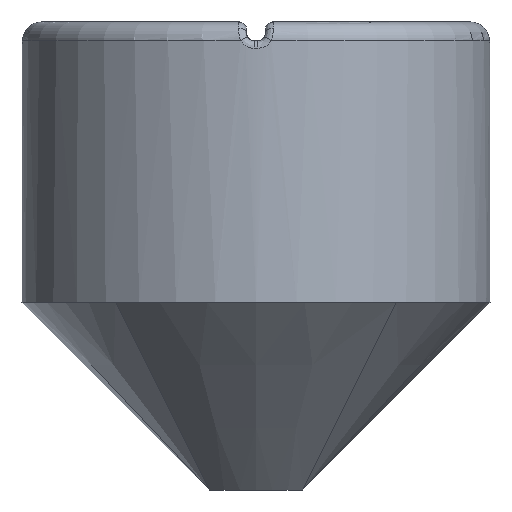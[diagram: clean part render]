
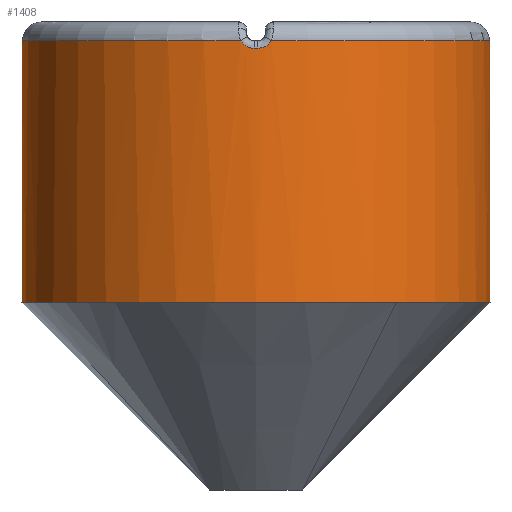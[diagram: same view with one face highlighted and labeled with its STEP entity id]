
A CAD part, left-side view. The second image highlights one B-rep face of the part: STEP entity #1408.
In plain terms, the highlighted cylindrical face has radius 1.25 mm (diameter 2.5 mm), a full revolution.
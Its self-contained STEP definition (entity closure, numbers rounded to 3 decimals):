
#37=CYLINDRICAL_SURFACE('',#1550,1.25);
#63=B_SPLINE_CURVE_WITH_KNOTS('',3,(#2396,#2397,#2398,#2399,#2400),
 .UNSPECIFIED.,.F.,.F.,(4,1,4),(0.,0.004,
0.008),.UNSPECIFIED.);
#65=B_SPLINE_CURVE_WITH_KNOTS('',3,(#2431,#2432,#2433,#2434,#2435),
 .UNSPECIFIED.,.F.,.F.,(4,1,4),(0.,0.004,0.008),
 .UNSPECIFIED.);
#93=B_SPLINE_CURVE_WITH_KNOTS('',3,(#2968,#2969,#2970,#2971,#2972),
 .UNSPECIFIED.,.F.,.F.,(4,1,4),(0.,0.004,0.008),
 .UNSPECIFIED.);
#95=B_SPLINE_CURVE_WITH_KNOTS('',3,(#3003,#3004,#3005,#3006,#3007),
 .UNSPECIFIED.,.F.,.F.,(4,1,4),(0.,0.004,0.008),
 .UNSPECIFIED.);
#112=B_SPLINE_CURVE_WITH_KNOTS('',3,(#3424,#3425,#3426,#3427,#3428),
 .UNSPECIFIED.,.F.,.F.,(4,1,4),(-0.008,-0.005,
0.),.UNSPECIFIED.);
#114=B_SPLINE_CURVE_WITH_KNOTS('',3,(#3459,#3460,#3461,#3462,#3463),
 .UNSPECIFIED.,.F.,.F.,(4,1,4),(-0.008,-0.005,
0.),.UNSPECIFIED.);
#116=B_SPLINE_CURVE_WITH_KNOTS('',3,(#3475,#3476,#3477,#3478,#3479),
 .UNSPECIFIED.,.F.,.F.,(4,1,4),(-0.008,-0.004,
0.),.UNSPECIFIED.);
#117=B_SPLINE_CURVE_WITH_KNOTS('',3,(#3482,#3483,#3484,#3485,#3486),
 .UNSPECIFIED.,.F.,.F.,(4,1,4),(-0.008,-0.005,
0.),.UNSPECIFIED.);
#180=CIRCLE('',#1470,1.25);
#181=CIRCLE('',#1472,1.25);
#182=CIRCLE('',#1473,1.25);
#191=CIRCLE('',#1484,1.25);
#206=CIRCLE('',#1507,1.25);
#214=CIRCLE('',#1517,1.25);
#222=CIRCLE('',#1532,1.25);
#230=CIRCLE('',#1542,1.25);
#231=CIRCLE('',#1543,1.25);
#237=CIRCLE('',#1551,1.25);
#238=CIRCLE('',#1552,1.25);
#239=CIRCLE('',#1553,1.25);
#325=FACE_OUTER_BOUND('',#418,.T.);
#418=EDGE_LOOP('',(#1177,#1178,#1179,#1180,#1181,#1182,#1183,#1184,#1185,
#1186,#1187,#1188,#1189,#1190,#1191,#1192,#1193,#1194,#1195,#1196,#1197,
#1198));
#487=LINE('',#3471,#534);
#534=VECTOR('',#1830,1.25);
#546=VERTEX_POINT('',#1921);
#553=VERTEX_POINT('',#1939);
#556=VERTEX_POINT('',#1961);
#559=VERTEX_POINT('',#1992);
#569=VERTEX_POINT('',#2155);
#572=VERTEX_POINT('',#2160);
#576=VERTEX_POINT('',#2197);
#606=VERTEX_POINT('',#2554);
#610=VERTEX_POINT('',#2594);
#618=VERTEX_POINT('',#2745);
#619=VERTEX_POINT('',#2747);
#621=VERTEX_POINT('',#2776);
#631=VERTEX_POINT('',#3045);
#640=VERTEX_POINT('',#3214);
#641=VERTEX_POINT('',#3216);
#642=VERTEX_POINT('',#3218);
#645=VERTEX_POINT('',#3249);
#653=VERTEX_POINT('',#3472);
#654=VERTEX_POINT('',#3474);
#655=VERTEX_POINT('',#3480);
#692=EDGE_CURVE('',#553,#546,#180,.T.);
#693=EDGE_CURVE('',#556,#553,#181,.T.);
#694=EDGE_CURVE('',#546,#556,#182,.T.);
#714=EDGE_CURVE('',#572,#569,#191,.T.);
#732=EDGE_CURVE('',#569,#576,#63,.T.);
#734=EDGE_CURVE('',#559,#572,#65,.T.);
#763=EDGE_CURVE('',#606,#576,#206,.T.);
#783=EDGE_CURVE('',#619,#618,#214,.T.);
#800=EDGE_CURVE('',#618,#621,#93,.T.);
#802=EDGE_CURVE('',#610,#619,#95,.T.);
#807=EDGE_CURVE('',#559,#621,#222,.T.);
#825=EDGE_CURVE('',#641,#642,#230,.T.);
#826=EDGE_CURVE('',#642,#640,#231,.T.);
#842=EDGE_CURVE('',#645,#641,#112,.T.);
#844=EDGE_CURVE('',#640,#631,#114,.T.);
#846=EDGE_CURVE('',#610,#631,#237,.T.);
#847=EDGE_CURVE('',#642,#556,#487,.T.);
#848=EDGE_CURVE('',#645,#653,#238,.T.);
#849=EDGE_CURVE('',#654,#653,#116,.T.);
#850=EDGE_CURVE('',#655,#654,#239,.T.);
#851=EDGE_CURVE('',#606,#655,#117,.T.);
#1177=ORIENTED_EDGE('',*,*,#734,.F.);
#1178=ORIENTED_EDGE('',*,*,#807,.T.);
#1179=ORIENTED_EDGE('',*,*,#800,.F.);
#1180=ORIENTED_EDGE('',*,*,#783,.F.);
#1181=ORIENTED_EDGE('',*,*,#802,.F.);
#1182=ORIENTED_EDGE('',*,*,#846,.T.);
#1183=ORIENTED_EDGE('',*,*,#844,.F.);
#1184=ORIENTED_EDGE('',*,*,#826,.F.);
#1185=ORIENTED_EDGE('',*,*,#847,.T.);
#1186=ORIENTED_EDGE('',*,*,#693,.T.);
#1187=ORIENTED_EDGE('',*,*,#692,.T.);
#1188=ORIENTED_EDGE('',*,*,#694,.T.);
#1189=ORIENTED_EDGE('',*,*,#847,.F.);
#1190=ORIENTED_EDGE('',*,*,#825,.F.);
#1191=ORIENTED_EDGE('',*,*,#842,.F.);
#1192=ORIENTED_EDGE('',*,*,#848,.T.);
#1193=ORIENTED_EDGE('',*,*,#849,.F.);
#1194=ORIENTED_EDGE('',*,*,#850,.F.);
#1195=ORIENTED_EDGE('',*,*,#851,.F.);
#1196=ORIENTED_EDGE('',*,*,#763,.T.);
#1197=ORIENTED_EDGE('',*,*,#732,.F.);
#1198=ORIENTED_EDGE('',*,*,#714,.F.);
#1408=ADVANCED_FACE('',(#325),#37,.T.);
#1470=AXIS2_PLACEMENT_3D('',#1959,#1641,#1642);
#1472=AXIS2_PLACEMENT_3D('',#1962,#1645,#1646);
#1473=AXIS2_PLACEMENT_3D('',#1963,#1647,#1648);
#1484=AXIS2_PLACEMENT_3D('',#2162,#1671,#1672);
#1507=AXIS2_PLACEMENT_3D('',#2555,#1730,#1731);
#1517=AXIS2_PLACEMENT_3D('',#2749,#1752,#1753);
#1532=AXIS2_PLACEMENT_3D('',#3018,#1786,#1787);
#1542=AXIS2_PLACEMENT_3D('',#3219,#1808,#1809);
#1543=AXIS2_PLACEMENT_3D('',#3220,#1810,#1811);
#1550=AXIS2_PLACEMENT_3D('',#3469,#1826,#1827);
#1551=AXIS2_PLACEMENT_3D('',#3470,#1828,#1829);
#1552=AXIS2_PLACEMENT_3D('',#3473,#1831,#1832);
#1553=AXIS2_PLACEMENT_3D('',#3481,#1833,#1834);
#1641=DIRECTION('center_axis',(0.,0.,1.));
#1642=DIRECTION('ref_axis',(1.,0.,0.));
#1645=DIRECTION('center_axis',(0.,0.,1.));
#1646=DIRECTION('ref_axis',(1.,0.,0.));
#1647=DIRECTION('center_axis',(0.,0.,1.));
#1648=DIRECTION('ref_axis',(1.,0.,0.));
#1671=DIRECTION('center_axis',(0.,0.,1.));
#1672=DIRECTION('ref_axis',(1.,0.,0.));
#1730=DIRECTION('center_axis',(0.,0.,-1.));
#1731=DIRECTION('ref_axis',(1.,0.,0.));
#1752=DIRECTION('center_axis',(0.,0.,1.));
#1753=DIRECTION('ref_axis',(0.,-1.,0.));
#1786=DIRECTION('center_axis',(0.,0.,-1.));
#1787=DIRECTION('ref_axis',(1.,0.,0.));
#1808=DIRECTION('center_axis',(0.,0.,1.));
#1809=DIRECTION('ref_axis',(-1.,0.,0.));
#1810=DIRECTION('center_axis',(0.,0.,1.));
#1811=DIRECTION('ref_axis',(-1.,0.,0.));
#1826=DIRECTION('center_axis',(0.,0.,1.));
#1827=DIRECTION('ref_axis',(1.,0.,0.));
#1828=DIRECTION('center_axis',(0.,0.,-1.));
#1829=DIRECTION('ref_axis',(1.,0.,0.));
#1830=DIRECTION('',(0.,0.,-1.));
#1831=DIRECTION('center_axis',(0.,0.,-1.));
#1832=DIRECTION('ref_axis',(1.,0.,0.));
#1833=DIRECTION('center_axis',(0.,0.,1.));
#1834=DIRECTION('ref_axis',(0.,1.,0.));
#1921=CARTESIAN_POINT('',(0.,1.25,0.));
#1939=CARTESIAN_POINT('',(0.,-1.25,0.));
#1959=CARTESIAN_POINT('Origin',(0.,0.,0.));
#1961=CARTESIAN_POINT('',(-1.25,0.,0.));
#1962=CARTESIAN_POINT('Origin',(0.,0.,0.));
#1963=CARTESIAN_POINT('Origin',(0.,0.,0.));
#1992=CARTESIAN_POINT('',(1.247,-0.082,1.4));
#2155=CARTESIAN_POINT('',(1.25,0.01,1.36));
#2160=CARTESIAN_POINT('',(1.25,-0.01,1.36));
#2162=CARTESIAN_POINT('Origin',(0.,0.,1.36));
#2197=CARTESIAN_POINT('',(1.247,0.082,1.4));
#2396=CARTESIAN_POINT('Ctrl Pts',(1.25,0.01,1.36));
#2397=CARTESIAN_POINT('Ctrl Pts',(1.25,0.023,1.36));
#2398=CARTESIAN_POINT('Ctrl Pts',(1.249,0.052,1.366));
#2399=CARTESIAN_POINT('Ctrl Pts',(1.248,0.074,1.386));
#2400=CARTESIAN_POINT('Ctrl Pts',(1.247,0.082,1.4));
#2431=CARTESIAN_POINT('Ctrl Pts',(1.247,-0.082,
1.4));
#2432=CARTESIAN_POINT('Ctrl Pts',(1.248,-0.076,
1.39));
#2433=CARTESIAN_POINT('Ctrl Pts',(1.249,-0.056,
1.369));
#2434=CARTESIAN_POINT('Ctrl Pts',(1.25,-0.027,
1.36));
#2435=CARTESIAN_POINT('Ctrl Pts',(1.25,-0.01,1.36));
#2554=CARTESIAN_POINT('',(0.082,1.247,1.4));
#2555=CARTESIAN_POINT('Origin',(0.,0.,1.4));
#2594=CARTESIAN_POINT('',(-0.082,-1.247,1.4));
#2745=CARTESIAN_POINT('',(0.01,-1.25,1.36));
#2747=CARTESIAN_POINT('',(-0.01,-1.25,1.36));
#2749=CARTESIAN_POINT('Origin',(0.,0.,1.36));
#2776=CARTESIAN_POINT('',(0.082,-1.247,1.4));
#2968=CARTESIAN_POINT('Ctrl Pts',(0.01,-1.25,1.36));
#2969=CARTESIAN_POINT('Ctrl Pts',(0.023,-1.25,
1.36));
#2970=CARTESIAN_POINT('Ctrl Pts',(0.052,-1.249,
1.366));
#2971=CARTESIAN_POINT('Ctrl Pts',(0.074,-1.248,
1.386));
#2972=CARTESIAN_POINT('Ctrl Pts',(0.082,-1.247,
1.4));
#3003=CARTESIAN_POINT('Ctrl Pts',(-0.082,-1.247,
1.4));
#3004=CARTESIAN_POINT('Ctrl Pts',(-0.076,-1.248,
1.39));
#3005=CARTESIAN_POINT('Ctrl Pts',(-0.056,-1.249,
1.369));
#3006=CARTESIAN_POINT('Ctrl Pts',(-0.027,-1.25,
1.36));
#3007=CARTESIAN_POINT('Ctrl Pts',(-0.01,-1.25,
1.36));
#3018=CARTESIAN_POINT('Origin',(0.,0.,1.4));
#3045=CARTESIAN_POINT('',(-1.247,-0.082,1.4));
#3214=CARTESIAN_POINT('',(-1.25,-0.01,1.36));
#3216=CARTESIAN_POINT('',(-1.25,0.01,1.36));
#3218=CARTESIAN_POINT('',(-1.25,0.,1.36));
#3219=CARTESIAN_POINT('Origin',(0.,0.,1.36));
#3220=CARTESIAN_POINT('Origin',(0.,0.,1.36));
#3249=CARTESIAN_POINT('',(-1.247,0.082,1.4));
#3424=CARTESIAN_POINT('Ctrl Pts',(-1.247,0.082,1.4));
#3425=CARTESIAN_POINT('Ctrl Pts',(-1.248,0.076,
1.39));
#3426=CARTESIAN_POINT('Ctrl Pts',(-1.249,0.056,1.369));
#3427=CARTESIAN_POINT('Ctrl Pts',(-1.25,0.027,
1.36));
#3428=CARTESIAN_POINT('Ctrl Pts',(-1.25,0.01,1.36));
#3459=CARTESIAN_POINT('Ctrl Pts',(-1.25,-0.01,
1.36));
#3460=CARTESIAN_POINT('Ctrl Pts',(-1.25,-0.023,
1.36));
#3461=CARTESIAN_POINT('Ctrl Pts',(-1.249,-0.052,
1.366));
#3462=CARTESIAN_POINT('Ctrl Pts',(-1.248,-0.074,1.386));
#3463=CARTESIAN_POINT('Ctrl Pts',(-1.247,-0.082,
1.4));
#3469=CARTESIAN_POINT('Origin',(0.,0.,0.));
#3470=CARTESIAN_POINT('Origin',(0.,0.,1.4));
#3471=CARTESIAN_POINT('',(-1.25,0.,0.));
#3472=CARTESIAN_POINT('',(-0.082,1.247,1.4));
#3473=CARTESIAN_POINT('Origin',(0.,0.,1.4));
#3474=CARTESIAN_POINT('',(-0.01,1.25,1.36));
#3475=CARTESIAN_POINT('Ctrl Pts',(-0.01,1.25,
1.36));
#3476=CARTESIAN_POINT('Ctrl Pts',(-0.027,1.25,
1.36));
#3477=CARTESIAN_POINT('Ctrl Pts',(-0.056,1.249,
1.369));
#3478=CARTESIAN_POINT('Ctrl Pts',(-0.076,1.248,
1.39));
#3479=CARTESIAN_POINT('Ctrl Pts',(-0.082,1.247,
1.4));
#3480=CARTESIAN_POINT('',(0.01,1.25,1.36));
#3481=CARTESIAN_POINT('Origin',(0.,0.,1.36));
#3482=CARTESIAN_POINT('Ctrl Pts',(0.082,1.247,1.4));
#3483=CARTESIAN_POINT('Ctrl Pts',(0.076,1.248,1.39));
#3484=CARTESIAN_POINT('Ctrl Pts',(0.056,1.249,1.369));
#3485=CARTESIAN_POINT('Ctrl Pts',(0.027,1.25,1.36));
#3486=CARTESIAN_POINT('Ctrl Pts',(0.01,1.25,1.36));
